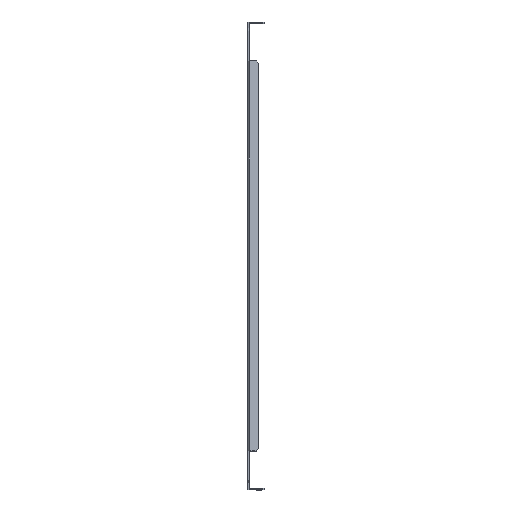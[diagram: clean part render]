
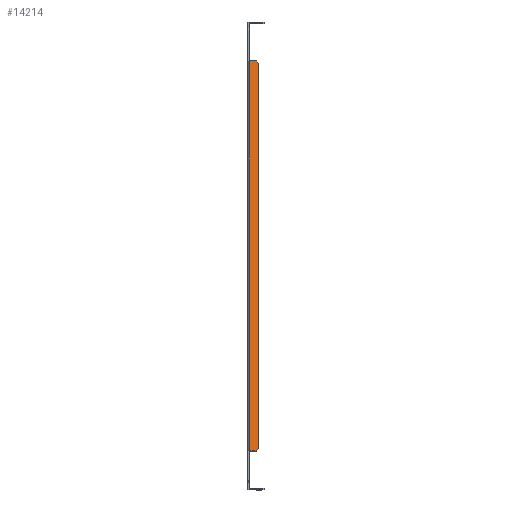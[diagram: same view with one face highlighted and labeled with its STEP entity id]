
A CAD part, top view. The second image highlights one B-rep face of the part: STEP entity #14214.
In plain terms, the highlighted planar face has unit normal (0.5, 0, 0.866).
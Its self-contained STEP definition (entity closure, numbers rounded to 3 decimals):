
#52 = FACE_OUTER_BOUND ( 'NONE', #12116, .T. ) ;
#185 = CARTESIAN_POINT ( 'NONE',  ( 11.401, -210.75, 168.614 ) ) ;
#211 = LINE ( 'NONE', #5012, #10894 ) ;
#317 = LINE ( 'NONE', #1503, #7621 ) ;
#390 = CARTESIAN_POINT ( 'NONE',  ( 11.401, -207.75, 168.614 ) ) ;
#909 = VECTOR ( 'NONE', #3479, 1000. ) ;
#1012 = DIRECTION ( 'NONE',  ( 0.866, 0., -0.5 ) ) ;
#1234 = DIRECTION ( 'NONE',  ( -0.866, 0., 0.5 ) ) ;
#1326 = VERTEX_POINT ( 'NONE', #1703 ) ;
#1439 = ORIENTED_EDGE ( 'NONE', *, *, #6455, .T. ) ;
#1503 = CARTESIAN_POINT ( 'NONE',  ( 11.401, -207.75, 168.614 ) ) ;
#1703 = CARTESIAN_POINT ( 'NONE',  ( 8.803, 210.75, 170.114 ) ) ;
#1759 = VERTEX_POINT ( 'NONE', #8800 ) ;
#1966 = EDGE_CURVE ( 'NONE', #3022, #11904, #5951, .T. ) ;
#2333 = DIRECTION ( 'NONE',  ( -0.612, 0.707, 0.354 ) ) ;
#2398 = AXIS2_PLACEMENT_3D ( 'NONE', #13327, #7357, #10998 ) ;
#2972 = EDGE_CURVE ( 'NONE', #12938, #1326, #14173, .T. ) ;
#3022 = VERTEX_POINT ( 'NONE', #4978 ) ;
#3479 = DIRECTION ( 'NONE',  ( 0., -1., 0. ) ) ;
#3700 = CARTESIAN_POINT ( 'NONE',  ( 1.268, 0., 174.464 ) ) ;
#4401 = VECTOR ( 'NONE', #12084, 1000. ) ;
#4416 = CARTESIAN_POINT ( 'NONE',  ( 4.5, 210.75, 172.598 ) ) ;
#4813 = LINE ( 'NONE', #3700, #13396 ) ;
#4844 = PLANE ( 'NONE',  #2398 ) ;
#4866 = VECTOR ( 'NONE', #10212, 1000. ) ;
#4978 = CARTESIAN_POINT ( 'NONE',  ( 4.5, -210.75, 172.598 ) ) ;
#5012 = CARTESIAN_POINT ( 'NONE',  ( 2.25, -210.75, 173.897 ) ) ;
#5203 = EDGE_CURVE ( 'NONE', #12077, #1759, #7768, .T. ) ;
#5836 = EDGE_CURVE ( 'NONE', #12938, #10216, #8356, .T. ) ;
#5916 = DIRECTION ( 'NONE',  ( 0., -1., 0. ) ) ;
#5951 = LINE ( 'NONE', #7347, #4401 ) ;
#6320 = CARTESIAN_POINT ( 'NONE',  ( 1.268, -210.75, 174.464 ) ) ;
#6352 = CARTESIAN_POINT ( 'NONE',  ( 4.5, 210.75, 172.598 ) ) ;
#6455 = EDGE_CURVE ( 'NONE', #9373, #10216, #317, .T. ) ;
#6712 = EDGE_CURVE ( 'NONE', #9373, #3022, #211, .T. ) ;
#7289 = CARTESIAN_POINT ( 'NONE',  ( 11.401, 210.75, 168.614 ) ) ;
#7347 = CARTESIAN_POINT ( 'NONE',  ( 74.737, -210.75, 132.047 ) ) ;
#7357 = DIRECTION ( 'NONE',  ( -0.5, 0., -0.866 ) ) ;
#7621 = VECTOR ( 'NONE', #14840, 1000. ) ;
#7768 = LINE ( 'NONE', #6352, #4866 ) ;
#7912 = VECTOR ( 'NONE', #1012, 1000. ) ;
#7978 = ORIENTED_EDGE ( 'NONE', *, *, #1966, .F. ) ;
#8356 = LINE ( 'NONE', #185, #909 ) ;
#8385 = CARTESIAN_POINT ( 'NONE',  ( 8.803, -210.75, 170.114 ) ) ;
#8698 = ORIENTED_EDGE ( 'NONE', *, *, #5203, .T. ) ;
#8800 = CARTESIAN_POINT ( 'NONE',  ( 1.268, 210.75, 174.464 ) ) ;
#8934 = ORIENTED_EDGE ( 'NONE', *, *, #5836, .F. ) ;
#9142 = EDGE_CURVE ( 'NONE', #12077, #1326, #14425, .T. ) ;
#9373 = VERTEX_POINT ( 'NONE', #8385 ) ;
#9435 = ORIENTED_EDGE ( 'NONE', *, *, #9142, .F. ) ;
#9703 = EDGE_CURVE ( 'NONE', #1759, #11904, #4813, .T. ) ;
#9952 = ORIENTED_EDGE ( 'NONE', *, *, #6712, .F. ) ;
#10212 = DIRECTION ( 'NONE',  ( -0.866, 0., 0.5 ) ) ;
#10216 = VERTEX_POINT ( 'NONE', #390 ) ;
#10894 = VECTOR ( 'NONE', #1234, 1000. ) ;
#10998 = DIRECTION ( 'NONE',  ( 0.866, 0., -0.5 ) ) ;
#11279 = ORIENTED_EDGE ( 'NONE', *, *, #9703, .T. ) ;
#11729 = VECTOR ( 'NONE', #2333, 1000. ) ;
#11904 = VERTEX_POINT ( 'NONE', #6320 ) ;
#12077 = VERTEX_POINT ( 'NONE', #4416 ) ;
#12084 = DIRECTION ( 'NONE',  ( -0.866, 0., 0.5 ) ) ;
#12116 = EDGE_LOOP ( 'NONE', ( #8698, #11279, #7978, #9952, #1439, #8934, #14823, #9435 ) ) ;
#12291 = CARTESIAN_POINT ( 'NONE',  ( 8.803, 210.75, 170.114 ) ) ;
#12938 = VERTEX_POINT ( 'NONE', #14265 ) ;
#13327 = CARTESIAN_POINT ( 'NONE',  ( 74.737, 0., 132.047 ) ) ;
#13396 = VECTOR ( 'NONE', #5916, 1000. ) ;
#14173 = LINE ( 'NONE', #12291, #11729 ) ;
#14214 = ADVANCED_FACE ( 'NONE', ( #52 ), #4844, .F. ) ;
#14265 = CARTESIAN_POINT ( 'NONE',  ( 11.401, 207.75, 168.614 ) ) ;
#14425 = LINE ( 'NONE', #7289, #7912 ) ;
#14823 = ORIENTED_EDGE ( 'NONE', *, *, #2972, .T. ) ;
#14840 = DIRECTION ( 'NONE',  ( 0.612, 0.707, -0.354 ) ) ;
